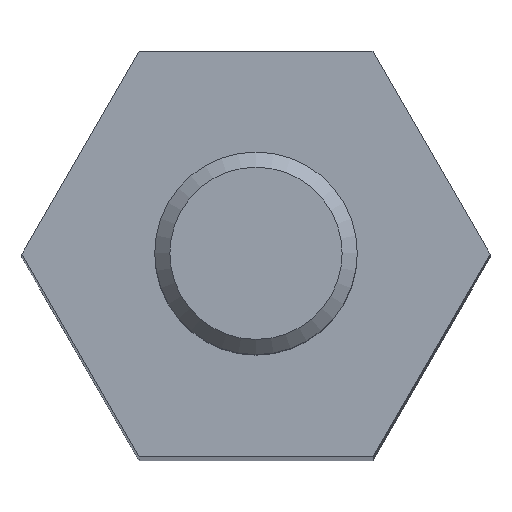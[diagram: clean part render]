
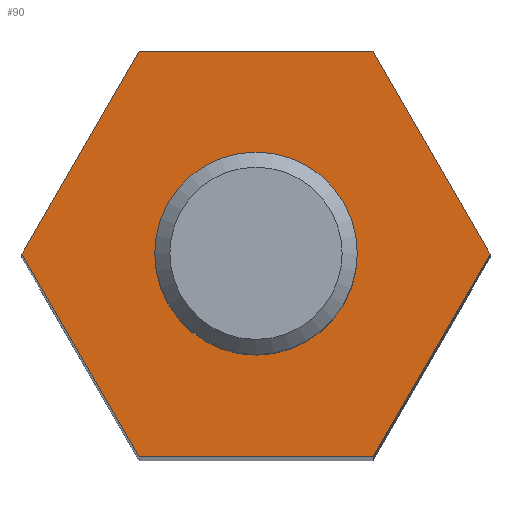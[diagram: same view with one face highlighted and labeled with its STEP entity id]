
A CAD part, top view. The second image highlights one B-rep face of the part: STEP entity #90.
In plain terms, the highlighted planar face has unit normal (0, 0, 1).
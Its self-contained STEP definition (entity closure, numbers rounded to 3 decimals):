
#90 = ADVANCED_FACE( '', ( #188, #189 ), #190, .T. );
#188 = FACE_BOUND( '', #286, .T. );
#189 = FACE_OUTER_BOUND( '', #287, .T. );
#190 = PLANE( '', #288 );
#286 = EDGE_LOOP( '', ( #453 ) );
#287 = EDGE_LOOP( '', ( #454, #455, #456, #457, #458, #459 ) );
#288 = AXIS2_PLACEMENT_3D( '', #460, #461, #462 );
#453 = ORIENTED_EDGE( '', *, *, #559, .T. );
#454 = ORIENTED_EDGE( '', *, *, #505, .T. );
#455 = ORIENTED_EDGE( '', *, *, #534, .T. );
#456 = ORIENTED_EDGE( '', *, *, #521, .T. );
#457 = ORIENTED_EDGE( '', *, *, #541, .T. );
#458 = ORIENTED_EDGE( '', *, *, #560, .T. );
#459 = ORIENTED_EDGE( '', *, *, #557, .T. );
#460 = CARTESIAN_POINT( '', ( 0., 0., 0. ) );
#461 = DIRECTION( '', ( 0., 0., 1. ) );
#462 = DIRECTION( '', ( 1., 0., 0. ) );
#505 = EDGE_CURVE( '', #573, #579, #581, .T. );
#521 = EDGE_CURVE( '', #599, #605, #607, .T. );
#534 = EDGE_CURVE( '', #579, #599, #625, .T. );
#541 = EDGE_CURVE( '', #605, #633, #635, .T. );
#557 = EDGE_CURVE( '', #652, #573, #654, .T. );
#559 = EDGE_CURVE( '', #656, #656, #657, .F. );
#560 = EDGE_CURVE( '', #633, #652, #658, .T. );
#573 = VERTEX_POINT( '', #671 );
#579 = VERTEX_POINT( '', #680 );
#581 = LINE( '', #683, #684 );
#599 = VERTEX_POINT( '', #703 );
#605 = VERTEX_POINT( '', #712 );
#607 = LINE( '', #715, #716 );
#625 = LINE( '', #738, #739 );
#633 = VERTEX_POINT( '', #749 );
#635 = LINE( '', #752, #753 );
#652 = VERTEX_POINT( '', #771 );
#654 = LINE( '', #774, #775 );
#656 = VERTEX_POINT( '', #777 );
#657 = CIRCLE( '', #778, 1.85 );
#658 = LINE( '', #779, #780 );
#671 = CARTESIAN_POINT( '', ( -2.309, -4., 0. ) );
#680 = CARTESIAN_POINT( '', ( 2.309, -4., 0. ) );
#683 = CARTESIAN_POINT( '', ( -2.309, -4., 0. ) );
#684 = VECTOR( '', #796, 1000. );
#703 = CARTESIAN_POINT( '', ( 4.619, 0., 0. ) );
#712 = CARTESIAN_POINT( '', ( 2.309, 4., 0. ) );
#715 = CARTESIAN_POINT( '', ( 4.619, 0., 0. ) );
#716 = VECTOR( '', #817, 1000. );
#738 = CARTESIAN_POINT( '', ( 2.309, -4., 0. ) );
#739 = VECTOR( '', #834, 1000. );
#749 = CARTESIAN_POINT( '', ( -2.309, 4., 0. ) );
#752 = CARTESIAN_POINT( '', ( 2.309, 4., 0. ) );
#753 = VECTOR( '', #841, 1000. );
#771 = CARTESIAN_POINT( '', ( -4.619, 0., 0. ) );
#774 = CARTESIAN_POINT( '', ( -4.619, 0., 0. ) );
#775 = VECTOR( '', #859, 1000. );
#777 = CARTESIAN_POINT( '', ( 1.85, 0., 0. ) );
#778 = AXIS2_PLACEMENT_3D( '', #860, #861, #862 );
#779 = CARTESIAN_POINT( '', ( -2.309, 4., 0. ) );
#780 = VECTOR( '', #863, 1000. );
#796 = DIRECTION( '', ( 1., 0., 0. ) );
#817 = DIRECTION( '', ( -0.5, 0.866, 0. ) );
#834 = DIRECTION( '', ( 0.5, 0.866, 0. ) );
#841 = DIRECTION( '', ( -1., 0., 0. ) );
#859 = DIRECTION( '', ( 0.5, -0.866, 0. ) );
#860 = CARTESIAN_POINT( '', ( 0., 0., 0. ) );
#861 = DIRECTION( '', ( 0., 0., 1. ) );
#862 = DIRECTION( '', ( 1., 0., 0. ) );
#863 = DIRECTION( '', ( -0.5, -0.866, 0. ) );
